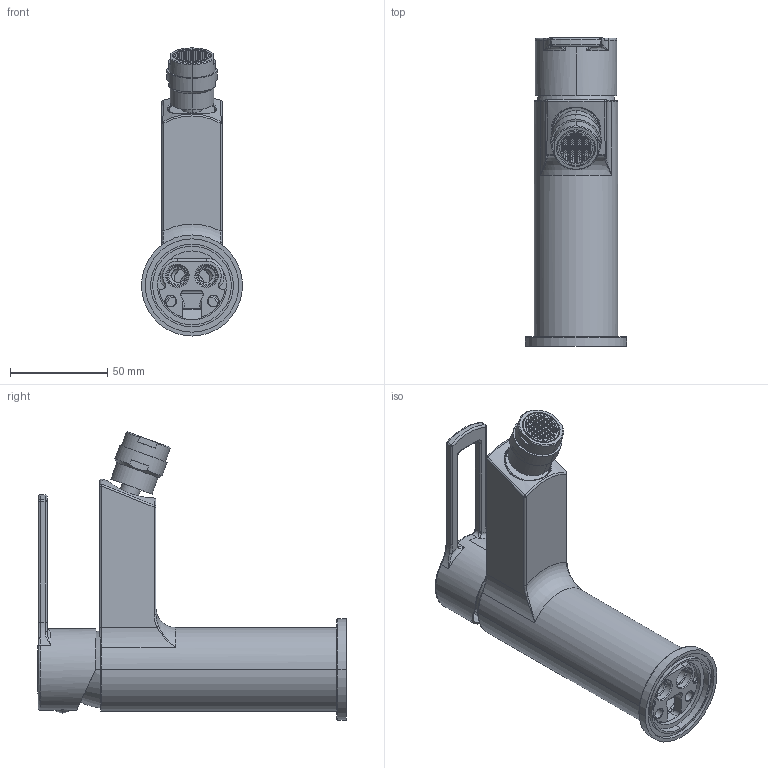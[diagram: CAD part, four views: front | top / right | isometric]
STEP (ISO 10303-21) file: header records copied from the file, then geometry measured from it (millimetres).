
FILE_DESCRIPTION((''),'2;1');
FILE_NAME('RIN131CR','2021-11-05T08:41:53',('ut3'),('PAFFONI SpA'),'CREO PARAMETRIC BY PTC INC, 2020044','CREO PARAMETRIC BY PTC INC, 2020044','');
FILE_SCHEMA(('CONFIG_CONTROL_DESIGN','SHAPE_APPEARANCE_LAYERS_GROUPS'));
Length unit declared in the file: millimetre
Products named in the file (1): RIN131CR
Bounding box: 52 x 158.92 x 148.19 mm (x, y, z)
Volume: 167545.2 mm3; surface area: 100947.4 mm2
Topology: 2 solids, 2 shells, 3348 faces, 9640 edges, 6262 vertices
Faces by surface type: plane 2371, cylinder 517, cone 189, torus 133, bspline 95, sphere 39, extrusion 4
Entity records: 135429 total; most frequent: CARTESIAN_POINT 31159, ORIENTED_EDGE 19264, DIRECTION 18490, EDGE_CURVE 9632, VERTEX_POINT 6262, VECTOR 6236, LINE 6232, AXIS2_PLACEMENT_3D 6127
